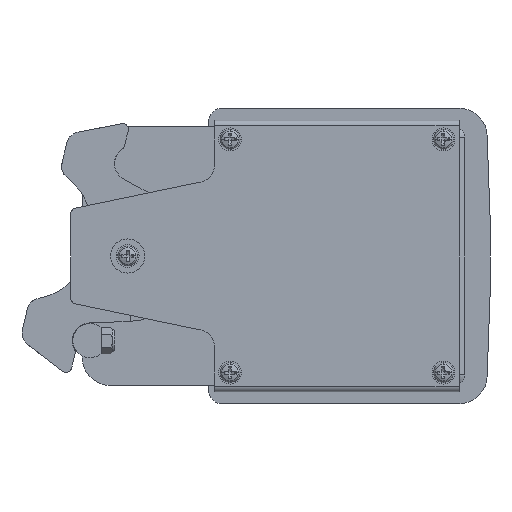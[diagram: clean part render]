
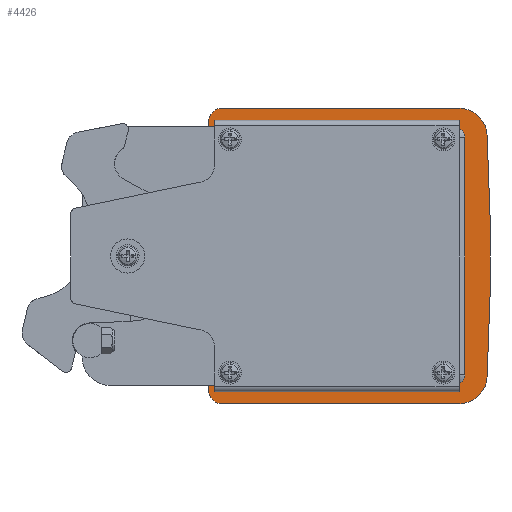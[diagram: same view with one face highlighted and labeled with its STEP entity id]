
A CAD part, left-side view. The second image highlights one B-rep face of the part: STEP entity #4426.
In plain terms, the highlighted face is planar.
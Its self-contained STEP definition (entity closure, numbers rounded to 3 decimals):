
#61 = AXIS2_PLACEMENT_3D ( 'NONE', #9596, #8336, #7115 ) ;
#115 = DIRECTION ( 'NONE',  ( 0., 1., 0. ) ) ;
#240 = DIRECTION ( 'NONE',  ( 0., 1., 0. ) ) ;
#270 = ORIENTED_EDGE ( 'NONE', *, *, #6067, .T. ) ;
#297 = DIRECTION ( 'NONE',  ( 1., 0., 0. ) ) ;
#394 = CARTESIAN_POINT ( 'NONE',  ( 41.5, -118.5, 5. ) ) ;
#397 = ORIENTED_EDGE ( 'NONE', *, *, #8502, .F. ) ;
#443 = CARTESIAN_POINT ( 'NONE',  ( 42.532, -126.369, 5. ) ) ;
#521 = DIRECTION ( 'NONE',  ( 0., -1., 0. ) ) ;
#653 = CIRCLE ( 'NONE', #5124, 4. ) ;
#701 = AXIS2_PLACEMENT_3D ( 'NONE', #5365, #4130, #2888 ) ;
#831 = CIRCLE ( 'NONE', #61, 5. ) ;
#930 = AXIS2_PLACEMENT_3D ( 'NONE', #8772, #7511, #6280 ) ;
#980 = LINE ( 'NONE', #8115, #6576 ) ;
#1098 = EDGE_CURVE ( 'NONE', #5760, #3293, #7103, .T. ) ;
#1389 = DIRECTION ( 'NONE',  ( 0., 0., -1. ) ) ;
#1496 = DIRECTION ( 'NONE',  ( 0., 0., 1. ) ) ;
#1520 = ORIENTED_EDGE ( 'NONE', *, *, #8566, .T. ) ;
#1544 = CARTESIAN_POINT ( 'NONE',  ( -55., -31.5, 5. ) ) ;
#1627 = CARTESIAN_POINT ( 'NONE',  ( -52., -116.383, 5. ) ) ;
#1754 = DIRECTION ( 'NONE',  ( 0., 0., 1. ) ) ;
#1928 = AXIS2_PLACEMENT_3D ( 'NONE', #2998, #1754, #521 ) ;
#2031 = DIRECTION ( 'NONE',  ( 0., -1., 0. ) ) ;
#2061 = VERTEX_POINT ( 'NONE', #11193 ) ;
#2086 = VECTOR ( 'NONE', #4466, 1000. ) ;
#2223 = EDGE_CURVE ( 'NONE', #3789, #10920, #6113, .T. ) ;
#2559 = VERTEX_POINT ( 'NONE', #9767 ) ;
#2782 = LINE ( 'NONE', #1544, #10137 ) ;
#2865 = CARTESIAN_POINT ( 'NONE',  ( -42.532, -126.369, 5. ) ) ;
#2888 = DIRECTION ( 'NONE',  ( 0., 1., 0. ) ) ;
#2916 = CIRCLE ( 'NONE', #930, 800. ) ;
#2998 = CARTESIAN_POINT ( 'NONE',  ( 0., -827., 5. ) ) ;
#3098 = EDGE_CURVE ( 'NONE', #10168, #5760, #4502, .T. ) ;
#3115 = VECTOR ( 'NONE', #3630, 1000. ) ;
#3252 = EDGE_CURVE ( 'NONE', #2061, #7258, #831, .T. ) ;
#3281 = CARTESIAN_POINT ( 'NONE',  ( -45.5, -114.5, 5. ) ) ;
#3293 = VERTEX_POINT ( 'NONE', #9951 ) ;
#3528 = EDGE_LOOP ( 'NONE', ( #397, #3580, #11523, #6476, #270, #11869, #11795, #9021 ) ) ;
#3580 = ORIENTED_EDGE ( 'NONE', *, *, #11176, .T. ) ;
#3630 = DIRECTION ( 'NONE',  ( 0., 1., 0. ) ) ;
#3743 = AXIS2_PLACEMENT_3D ( 'NONE', #10998, #8530, #7294 ) ;
#3789 = VERTEX_POINT ( 'NONE', #8996 ) ;
#4050 = CIRCLE ( 'NONE', #11490, 5. ) ;
#4130 = DIRECTION ( 'NONE',  ( 0., 0., 1. ) ) ;
#4218 = VERTEX_POINT ( 'NONE', #443 ) ;
#4364 = CARTESIAN_POINT ( 'NONE',  ( -52., -33.391, 5. ) ) ;
#4426 = ADVANCED_FACE ( 'NONE', ( #8490, #8184 ), #10762, .F. ) ;
#4466 = DIRECTION ( 'NONE',  ( 0., 1., 0. ) ) ;
#4502 = LINE ( 'NONE', #3281, #11456 ) ;
#4764 = CIRCLE ( 'NONE', #3743, 10. ) ;
#4866 = CARTESIAN_POINT ( 'NONE',  ( 45.5, -25., 5. ) ) ;
#4995 = CARTESIAN_POINT ( 'NONE',  ( 52., -116.383, 5. ) ) ;
#5124 = AXIS2_PLACEMENT_3D ( 'NONE', #6421, #1496, #240 ) ;
#5365 = CARTESIAN_POINT ( 'NONE',  ( -41.5, -114.5, 5. ) ) ;
#5382 = VERTEX_POINT ( 'NONE', #4995 ) ;
#5496 = CARTESIAN_POINT ( 'NONE',  ( -45.5, -114.5, 5. ) ) ;
#5653 = ORIENTED_EDGE ( 'NONE', *, *, #1098, .T. ) ;
#5695 = CARTESIAN_POINT ( 'NONE',  ( -52., -25., 5. ) ) ;
#5760 = VERTEX_POINT ( 'NONE', #5496 ) ;
#5877 = DIRECTION ( 'NONE',  ( 0., -1., 0. ) ) ;
#5975 = EDGE_CURVE ( 'NONE', #4218, #10043, #2916, .T. ) ;
#6067 = EDGE_CURVE ( 'NONE', #10043, #9254, #4764, .T. ) ;
#6113 = LINE ( 'NONE', #4866, #3115 ) ;
#6280 = DIRECTION ( 'NONE',  ( 0., 1., 0. ) ) ;
#6421 = CARTESIAN_POINT ( 'NONE',  ( 41.5, -114.5, 5. ) ) ;
#6476 = ORIENTED_EDGE ( 'NONE', *, *, #5975, .T. ) ;
#6576 = VECTOR ( 'NONE', #6883, 1000. ) ;
#6754 = EDGE_CURVE ( 'NONE', #10168, #10920, #2782, .T. ) ;
#6787 = VECTOR ( 'NONE', #7319, 1000. ) ;
#6883 = DIRECTION ( 'NONE',  ( 1., 0., 0. ) ) ;
#6942 = LINE ( 'NONE', #5695, #2086 ) ;
#7054 = DIRECTION ( 'NONE',  ( 0., -1., 0. ) ) ;
#7098 = DIRECTION ( 'NONE',  ( 0., 0., 1. ) ) ;
#7103 = CIRCLE ( 'NONE', #701, 4. ) ;
#7115 = DIRECTION ( 'NONE',  ( 0., -1., 0. ) ) ;
#7258 = VERTEX_POINT ( 'NONE', #4364 ) ;
#7294 = DIRECTION ( 'NONE',  ( 0., 1., 0. ) ) ;
#7319 = DIRECTION ( 'NONE',  ( 0., -1., 0. ) ) ;
#7460 = CARTESIAN_POINT ( 'NONE',  ( 47.296, -28.399, 5. ) ) ;
#7511 = DIRECTION ( 'NONE',  ( 0., 0., -1. ) ) ;
#7688 = CIRCLE ( 'NONE', #11004, 10. ) ;
#7899 = EDGE_CURVE ( 'NONE', #5382, #4218, #7688, .T. ) ;
#8115 = CARTESIAN_POINT ( 'NONE',  ( -41.5, -118.5, 5. ) ) ;
#8130 = CARTESIAN_POINT ( 'NONE',  ( 45.5, -31.5, 5. ) ) ;
#8156 = CARTESIAN_POINT ( 'NONE',  ( -45.5, -31.5, 5. ) ) ;
#8184 = FACE_OUTER_BOUND ( 'NONE', #3528, .T. ) ;
#8276 = DIRECTION ( 'NONE',  ( 0., 0., 1. ) ) ;
#8279 = VERTEX_POINT ( 'NONE', #7460 ) ;
#8322 = CARTESIAN_POINT ( 'NONE',  ( 47., -33.391, 5. ) ) ;
#8336 = DIRECTION ( 'NONE',  ( 0., 0., 1. ) ) ;
#8490 = FACE_BOUND ( 'NONE', #10195, .T. ) ;
#8502 = EDGE_CURVE ( 'NONE', #2559, #8279, #4050, .T. ) ;
#8508 = ORIENTED_EDGE ( 'NONE', *, *, #2223, .T. ) ;
#8530 = DIRECTION ( 'NONE',  ( 0., 0., -1. ) ) ;
#8556 = CARTESIAN_POINT ( 'NONE',  ( 52., -116.383, 5. ) ) ;
#8566 = EDGE_CURVE ( 'NONE', #3293, #9694, #980, .T. ) ;
#8772 = CARTESIAN_POINT ( 'NONE',  ( 0., 672.5, 5. ) ) ;
#8964 = ORIENTED_EDGE ( 'NONE', *, *, #6754, .F. ) ;
#8996 = CARTESIAN_POINT ( 'NONE',  ( 45.5, -114.5, 5. ) ) ;
#9021 = ORIENTED_EDGE ( 'NONE', *, *, #10388, .F. ) ;
#9128 = AXIS2_PLACEMENT_3D ( 'NONE', #9530, #8276, #7054 ) ;
#9254 = VERTEX_POINT ( 'NONE', #1627 ) ;
#9530 = CARTESIAN_POINT ( 'NONE',  ( -55., 16., 5. ) ) ;
#9582 = EDGE_CURVE ( 'NONE', #9694, #3789, #653, .T. ) ;
#9596 = CARTESIAN_POINT ( 'NONE',  ( -47., -33.391, 5. ) ) ;
#9694 = VERTEX_POINT ( 'NONE', #394 ) ;
#9723 = EDGE_CURVE ( 'NONE', #9254, #7258, #6942, .T. ) ;
#9767 = CARTESIAN_POINT ( 'NONE',  ( 52., -33.391, 5. ) ) ;
#9778 = ORIENTED_EDGE ( 'NONE', *, *, #3098, .T. ) ;
#9805 = LINE ( 'NONE', #8556, #6787 ) ;
#9951 = CARTESIAN_POINT ( 'NONE',  ( -41.5, -118.5, 5. ) ) ;
#10043 = VERTEX_POINT ( 'NONE', #2865 ) ;
#10108 = ORIENTED_EDGE ( 'NONE', *, *, #9582, .T. ) ;
#10137 = VECTOR ( 'NONE', #297, 1000. ) ;
#10168 = VERTEX_POINT ( 'NONE', #8156 ) ;
#10195 = EDGE_LOOP ( 'NONE', ( #8964, #9778, #5653, #1520, #10108, #8508 ) ) ;
#10388 = EDGE_CURVE ( 'NONE', #8279, #2061, #10949, .T. ) ;
#10762 = PLANE ( 'NONE',  #9128 ) ;
#10920 = VERTEX_POINT ( 'NONE', #8130 ) ;
#10949 = CIRCLE ( 'NONE', #1928, 800. ) ;
#10998 = CARTESIAN_POINT ( 'NONE',  ( -42., -116.383, 5. ) ) ;
#11004 = AXIS2_PLACEMENT_3D ( 'NONE', #11248, #1389, #115 ) ;
#11176 = EDGE_CURVE ( 'NONE', #2559, #5382, #9805, .T. ) ;
#11193 = CARTESIAN_POINT ( 'NONE',  ( -47.296, -28.399, 5. ) ) ;
#11248 = CARTESIAN_POINT ( 'NONE',  ( 42., -116.383, 5. ) ) ;
#11456 = VECTOR ( 'NONE', #2031, 1000. ) ;
#11490 = AXIS2_PLACEMENT_3D ( 'NONE', #8322, #7098, #5877 ) ;
#11523 = ORIENTED_EDGE ( 'NONE', *, *, #7899, .T. ) ;
#11795 = ORIENTED_EDGE ( 'NONE', *, *, #3252, .F. ) ;
#11869 = ORIENTED_EDGE ( 'NONE', *, *, #9723, .T. ) ;
